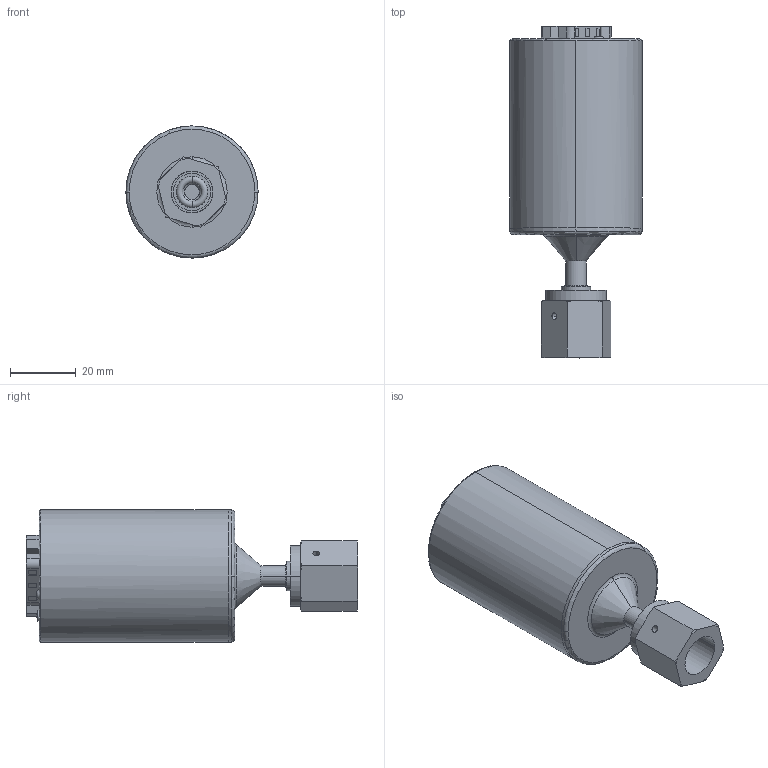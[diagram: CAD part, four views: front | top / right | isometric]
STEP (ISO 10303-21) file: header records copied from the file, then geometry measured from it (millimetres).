
FILE_DESCRIPTION (( 'STEP AP214' ), '1' );
FILE_NAME ('BVT200_DB9_4FVCR.STEP', '2023-07-19T19:56:40', ( '' ), ( '' ), 'SwSTEP 2.0', 'SolidWorks 2020', '' );
FILE_SCHEMA (( 'AUTOMOTIVE_DESIGN' ));
Length unit declared in the file: inch
Products named in the file (1): BVT200_DB9_4FVCR
Bounding box: 40.2 x 100.97 x 40.2 mm (x, y, z)
Volume: 81168.6 mm3; surface area: 14967.4 mm2
Topology: 1 solids, 2 shells, 335 faces, 833 edges, 543 vertices
Faces by surface type: cylinder 127, plane 126, cone 38, torus 23, bspline 18, sphere 3
Entity records: 11438 total; most frequent: CARTESIAN_POINT 3409, DIRECTION 1678, ORIENTED_EDGE 1650, EDGE_CURVE 825, AXIS2_PLACEMENT_3D 662, VERTEX_POINT 541, EDGE_LOOP 400, VECTOR 354
